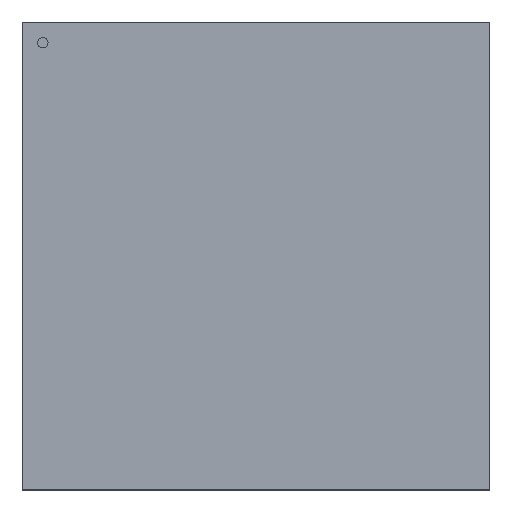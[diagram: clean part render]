
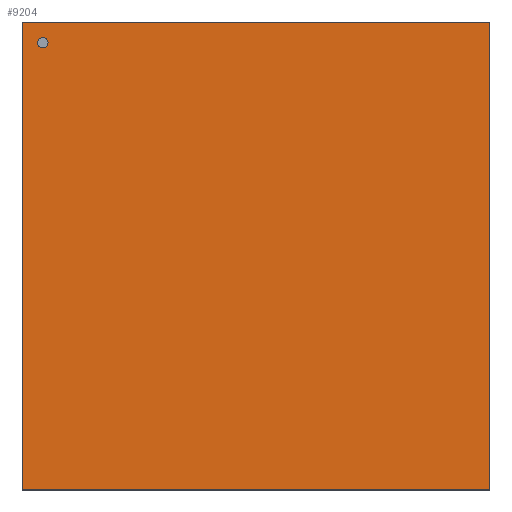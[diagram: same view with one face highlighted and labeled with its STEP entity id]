
A CAD part, top view. The second image highlights one B-rep face of the part: STEP entity #9204.
In plain terms, the highlighted planar face has unit normal (0, 0, 1).
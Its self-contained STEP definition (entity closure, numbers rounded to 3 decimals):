
#16=LINE('',#17595,#29);
#19=LINE('',#17601,#32);
#22=LINE('',#17607,#35);
#25=LINE('',#17611,#38);
#29=VECTOR('',#14532,10.);
#32=VECTOR('',#14537,10.);
#35=VECTOR('',#14542,10.);
#38=VECTOR('',#14547,10.);
#45=PLANE('',#11496);
#2325=FACE_OUTER_BOUND('',#3090,.T.);
#3090=EDGE_LOOP('',(#7677,#7678,#7679,#7680));
#5366=VERTEX_POINT('',#17592);
#5367=VERTEX_POINT('',#17594);
#5369=VERTEX_POINT('',#17600);
#5371=VERTEX_POINT('',#17606);
#6132=EDGE_CURVE('',#5367,#5366,#16,.T.);
#6135=EDGE_CURVE('',#5369,#5367,#19,.T.);
#6138=EDGE_CURVE('',#5371,#5369,#22,.T.);
#6141=EDGE_CURVE('',#5366,#5371,#25,.T.);
#7677=ORIENTED_EDGE('',*,*,#6141,.T.);
#7678=ORIENTED_EDGE('',*,*,#6138,.T.);
#7679=ORIENTED_EDGE('',*,*,#6135,.T.);
#7680=ORIENTED_EDGE('',*,*,#6132,.T.);
#9204=ADVANCED_FACE('',(#2325),#45,.T.);
#11496=AXIS2_PLACEMENT_3D('',#17613,#14550,#14551);
#14532=DIRECTION('',(0.,-1.,0.));
#14537=DIRECTION('',(-1.,0.,0.));
#14542=DIRECTION('',(0.,1.,0.));
#14547=DIRECTION('',(1.,0.,0.));
#14550=DIRECTION('center_axis',(0.,0.,
1.));
#14551=DIRECTION('ref_axis',(1.,0.,0.));
#17592=CARTESIAN_POINT('',(-13.287,-13.287,1.1));
#17594=CARTESIAN_POINT('',(-13.287,13.713,1.1));
#17595=CARTESIAN_POINT('',(-13.287,13.713,1.1));
#17600=CARTESIAN_POINT('',(13.713,13.713,1.1));
#17601=CARTESIAN_POINT('',(13.713,13.713,1.1));
#17606=CARTESIAN_POINT('',(13.713,-13.287,1.1));
#17607=CARTESIAN_POINT('',(13.713,-13.287,1.1));
#17611=CARTESIAN_POINT('',(-13.287,-13.287,1.1));
#17613=CARTESIAN_POINT('Origin',(0.213,0.213,1.1));
